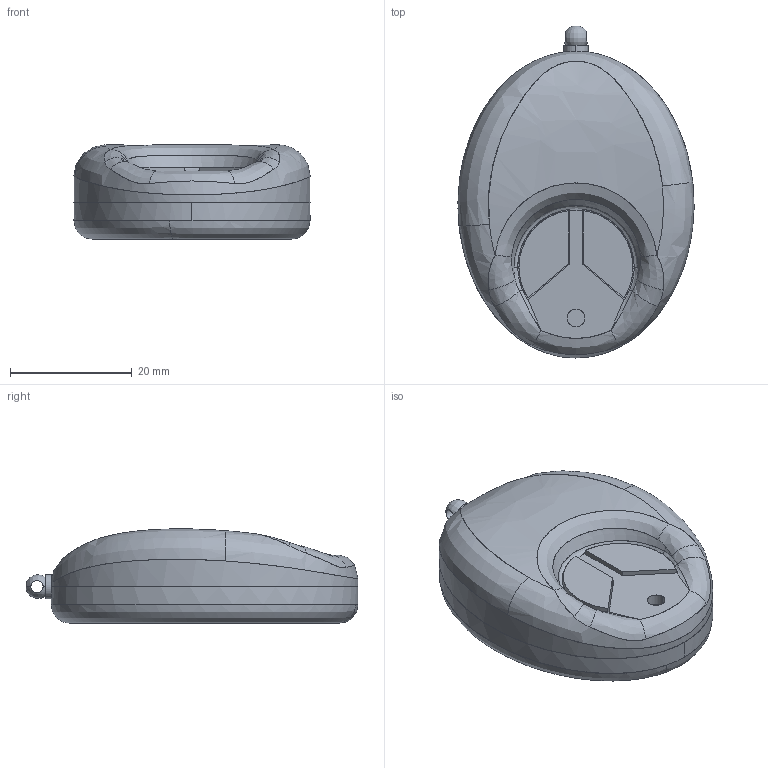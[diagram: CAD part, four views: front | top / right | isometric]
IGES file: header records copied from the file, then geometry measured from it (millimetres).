
Start section: SolidWorks IGES file using analytic representation for surfaces
Global section: file name: KM 101g kpl.IGS; native system: SolidWorks 2008; preprocessor: SolidWorks 2008; author: user; date: 090426.145540; units: millimetre
Bounding box: 38.8 x 54.55 x 15.5 mm (x, y, z)
Surface area: 10676.7 mm2 (no closed solid volume)
Topology: 0 solids, 0 shells, 286 faces, 3007 edges, 3007 vertices
Faces by surface type: bspline 205, revolution 81
